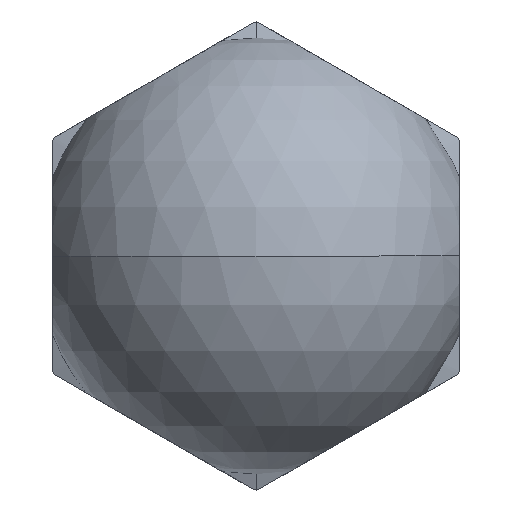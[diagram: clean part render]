
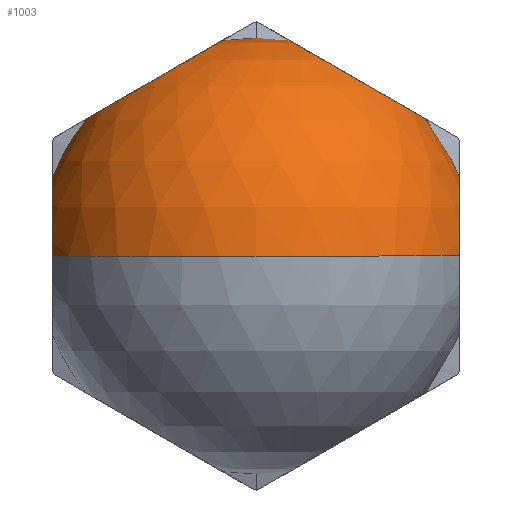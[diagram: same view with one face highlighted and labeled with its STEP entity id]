
A CAD part, front view. The second image highlights one B-rep face of the part: STEP entity #1003.
In plain terms, the highlighted spherical face has radius 7.5 mm.
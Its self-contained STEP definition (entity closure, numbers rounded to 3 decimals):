
#8 = AXIS2_PLACEMENT_3D ( 'NONE', #1083, #1077, #1075 ) ;
#60 = CIRCLE ( 'NONE', #500, 7.5 ) ;
#77 = DIRECTION ( 'NONE',  ( 1., 0., 0. ) ) ;
#96 = DIRECTION ( 'NONE',  ( 0., 0., 1. ) ) ;
#103 = CARTESIAN_POINT ( 'NONE',  ( 0., -14.5, 0. ) ) ;
#108 = AXIS2_PLACEMENT_3D ( 'NONE', #382, #970, #852 ) ;
#134 = CARTESIAN_POINT ( 'NONE',  ( 3.5, -14.5, 6.062 ) ) ;
#136 = CIRCLE ( 'NONE', #1092, 2.693 ) ;
#144 = DIRECTION ( 'NONE',  ( 0.866, 0., -0.5 ) ) ;
#181 = ORIENTED_EDGE ( 'NONE', *, *, #765, .T. ) ;
#187 = ORIENTED_EDGE ( 'NONE', *, *, #696, .F. ) ;
#229 = CIRCLE ( 'NONE', #687, 7.5 ) ;
#236 = EDGE_CURVE ( 'NONE', #1170, #1024, #329, .T. ) ;
#241 = CIRCLE ( 'NONE', #447, 6. ) ;
#250 = DIRECTION ( 'NONE',  ( 0., 0., 1. ) ) ;
#282 = CARTESIAN_POINT ( 'NONE',  ( 5.832, -14.5, 4.716 ) ) ;
#307 = EDGE_CURVE ( 'NONE', #1170, #752, #331, .T. ) ;
#320 = DIRECTION ( 'NONE',  ( 0., 0., -1. ) ) ;
#325 = DIRECTION ( 'NONE',  ( -1., 0., 0. ) ) ;
#328 = CARTESIAN_POINT ( 'NONE',  ( 0., -14.5, 0. ) ) ;
#329 = CIRCLE ( 'NONE', #1113, 2.693 ) ;
#331 = CIRCLE ( 'NONE', #8, 7.5 ) ;
#332 = CARTESIAN_POINT ( 'NONE',  ( 7., -14.5, 0. ) ) ;
#340 = DIRECTION ( 'NONE',  ( 0., 1., 0. ) ) ;
#359 = CIRCLE ( 'NONE', #880, 2.693 ) ;
#378 = CARTESIAN_POINT ( 'NONE',  ( -5.832, -14.5, 4.716 ) ) ;
#381 = CIRCLE ( 'NONE', #988, 6. ) ;
#382 = CARTESIAN_POINT ( 'NONE',  ( -3.5, -14.5, 6.062 ) ) ;
#386 = EDGE_CURVE ( 'NONE', #752, #1084, #241, .T. ) ;
#391 = DIRECTION ( 'NONE',  ( 1., 0., 0. ) ) ;
#403 = CARTESIAN_POINT ( 'NONE',  ( -7., -14.5, 0. ) ) ;
#408 = CARTESIAN_POINT ( 'NONE',  ( 0., -10., 0. ) ) ;
#447 = AXIS2_PLACEMENT_3D ( 'NONE', #836, #830, #826 ) ;
#456 = ORIENTED_EDGE ( 'NONE', *, *, #622, .T. ) ;
#459 = EDGE_CURVE ( 'NONE', #1140, #729, #229, .T. ) ;
#474 = AXIS2_PLACEMENT_3D ( 'NONE', #1236, #1129, #1127 ) ;
#484 = FACE_OUTER_BOUND ( 'NONE', #961, .T. ) ;
#486 = DIRECTION ( 'NONE',  ( 0., 0., 1. ) ) ;
#500 = AXIS2_PLACEMENT_3D ( 'NONE', #103, #96, #77 ) ;
#501 = SPHERICAL_SURFACE ( 'NONE', #925, 7.5 ) ;
#537 = EDGE_CURVE ( 'NONE', #1124, #1140, #136, .T. ) ;
#539 = DIRECTION ( 'NONE',  ( 1., 0., 0. ) ) ;
#541 = DIRECTION ( 'NONE',  ( 0., 0., 1. ) ) ;
#546 = CARTESIAN_POINT ( 'NONE',  ( 0., -14.5, 0. ) ) ;
#549 = CARTESIAN_POINT ( 'NONE',  ( 0., -22., 0. ) ) ;
#552 = DIRECTION ( 'NONE',  ( -1., 0., 0. ) ) ;
#566 = FACE_BOUND ( 'NONE', #941, .T. ) ;
#601 = CIRCLE ( 'NONE', #474, 2.693 ) ;
#602 = FACE_BOUND ( 'NONE', #743, .T. ) ;
#609 = CARTESIAN_POINT ( 'NONE',  ( 0., -10., 6. ) ) ;
#622 = EDGE_CURVE ( 'NONE', #928, #1124, #60, .T. ) ;
#656 = CARTESIAN_POINT ( 'NONE',  ( -1.168, -14.5, 7.408 ) ) ;
#662 = ORIENTED_EDGE ( 'NONE', *, *, #537, .T. ) ;
#663 = AXIS2_PLACEMENT_3D ( 'NONE', #909, #875, #1111 ) ;
#664 = ORIENTED_EDGE ( 'NONE', *, *, #459, .T. ) ;
#687 = AXIS2_PLACEMENT_3D ( 'NONE', #546, #541, #539 ) ;
#696 = EDGE_CURVE ( 'NONE', #928, #1024, #1080, .T. ) ;
#729 = VERTEX_POINT ( 'NONE', #1314 ) ;
#743 = EDGE_LOOP ( 'NONE', ( #1128, #1152 ) ) ;
#752 = VERTEX_POINT ( 'NONE', #1178 ) ;
#756 = VERTEX_POINT ( 'NONE', #656 ) ;
#765 = EDGE_CURVE ( 'NONE', #960, #863, #359, .T. ) ;
#793 = ORIENTED_EDGE ( 'NONE', *, *, #1037, .F. ) ;
#815 = ORIENTED_EDGE ( 'NONE', *, *, #386, .F. ) ;
#826 = DIRECTION ( 'NONE',  ( 0., 0., 1. ) ) ;
#830 = DIRECTION ( 'NONE',  ( 0., 1., 0. ) ) ;
#836 = CARTESIAN_POINT ( 'NONE',  ( 0., -10., 0. ) ) ;
#842 = EDGE_CURVE ( 'NONE', #863, #960, #1107, .T. ) ;
#850 = CARTESIAN_POINT ( 'NONE',  ( 7., -11.807, 0. ) ) ;
#852 = DIRECTION ( 'NONE',  ( 0.866, 0., 0.5 ) ) ;
#863 = VERTEX_POINT ( 'NONE', #282 ) ;
#872 = CIRCLE ( 'NONE', #108, 2.693 ) ;
#875 = DIRECTION ( 'NONE',  ( 0., 0., -1. ) ) ;
#880 = AXIS2_PLACEMENT_3D ( 'NONE', #1275, #1272, #1268 ) ;
#892 = DIRECTION ( 'NONE',  ( 0., 0., 1. ) ) ;
#894 = VERTEX_POINT ( 'NONE', #378 ) ;
#909 = CARTESIAN_POINT ( 'NONE',  ( 0., -14.5, 0. ) ) ;
#917 = EDGE_CURVE ( 'NONE', #894, #756, #872, .T. ) ;
#925 = AXIS2_PLACEMENT_3D ( 'NONE', #328, #892, #552 ) ;
#928 = VERTEX_POINT ( 'NONE', #549 ) ;
#941 = EDGE_LOOP ( 'NONE', ( #1332, #181 ) ) ;
#960 = VERTEX_POINT ( 'NONE', #1123 ) ;
#961 = EDGE_LOOP ( 'NONE', ( #187, #456, #662, #664, #793, #815, #964, #1156 ) ) ;
#964 = ORIENTED_EDGE ( 'NONE', *, *, #307, .F. ) ;
#970 = DIRECTION ( 'NONE',  ( 0.5, 0., -0.866 ) ) ;
#982 = EDGE_CURVE ( 'NONE', #756, #894, #601, .T. ) ;
#988 = AXIS2_PLACEMENT_3D ( 'NONE', #408, #340, #486 ) ;
#1003 = ADVANCED_FACE ( 'NONE', ( #602, #566, #484 ), #501, .T. ) ;
#1024 = VERTEX_POINT ( 'NONE', #1328 ) ;
#1029 = DIRECTION ( 'NONE',  ( -0.5, 0., -0.866 ) ) ;
#1037 = EDGE_CURVE ( 'NONE', #1084, #729, #381, .T. ) ;
#1039 = CARTESIAN_POINT ( 'NONE',  ( 7., -17.193, 0. ) ) ;
#1075 = DIRECTION ( 'NONE',  ( -1., 0., 0. ) ) ;
#1077 = DIRECTION ( 'NONE',  ( 0., 0., -1. ) ) ;
#1080 = CIRCLE ( 'NONE', #663, 7.5 ) ;
#1083 = CARTESIAN_POINT ( 'NONE',  ( 0., -14.5, 0. ) ) ;
#1084 = VERTEX_POINT ( 'NONE', #609 ) ;
#1092 = AXIS2_PLACEMENT_3D ( 'NONE', #332, #325, #320 ) ;
#1107 = CIRCLE ( 'NONE', #1242, 2.693 ) ;
#1111 = DIRECTION ( 'NONE',  ( -1., 0., 0. ) ) ;
#1113 = AXIS2_PLACEMENT_3D ( 'NONE', #403, #391, #250 ) ;
#1123 = CARTESIAN_POINT ( 'NONE',  ( 1.168, -14.5, 7.408 ) ) ;
#1124 = VERTEX_POINT ( 'NONE', #1039 ) ;
#1127 = DIRECTION ( 'NONE',  ( 0.866, 0., 0.5 ) ) ;
#1128 = ORIENTED_EDGE ( 'NONE', *, *, #982, .T. ) ;
#1129 = DIRECTION ( 'NONE',  ( 0.5, 0., -0.866 ) ) ;
#1140 = VERTEX_POINT ( 'NONE', #850 ) ;
#1152 = ORIENTED_EDGE ( 'NONE', *, *, #917, .T. ) ;
#1156 = ORIENTED_EDGE ( 'NONE', *, *, #236, .T. ) ;
#1170 = VERTEX_POINT ( 'NONE', #1196 ) ;
#1178 = CARTESIAN_POINT ( 'NONE',  ( -6., -10., 0. ) ) ;
#1196 = CARTESIAN_POINT ( 'NONE',  ( -7., -11.807, 0. ) ) ;
#1236 = CARTESIAN_POINT ( 'NONE',  ( -3.5, -14.5, 6.062 ) ) ;
#1242 = AXIS2_PLACEMENT_3D ( 'NONE', #134, #1029, #144 ) ;
#1268 = DIRECTION ( 'NONE',  ( 0.866, 0., -0.5 ) ) ;
#1272 = DIRECTION ( 'NONE',  ( -0.5, 0., -0.866 ) ) ;
#1275 = CARTESIAN_POINT ( 'NONE',  ( 3.5, -14.5, 6.062 ) ) ;
#1314 = CARTESIAN_POINT ( 'NONE',  ( 6., -10., 0. ) ) ;
#1328 = CARTESIAN_POINT ( 'NONE',  ( -7., -17.193, 0. ) ) ;
#1332 = ORIENTED_EDGE ( 'NONE', *, *, #842, .T. ) ;
